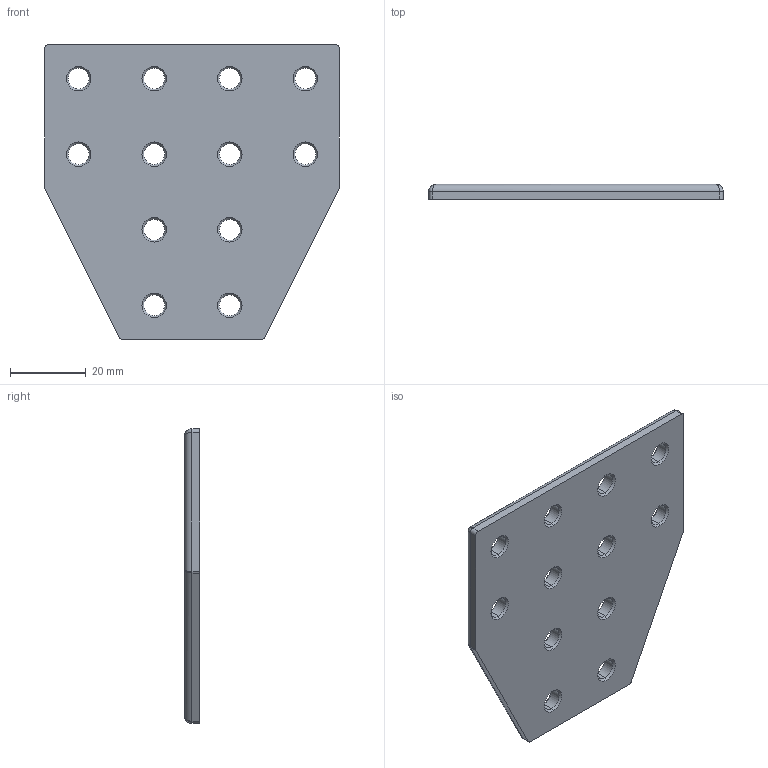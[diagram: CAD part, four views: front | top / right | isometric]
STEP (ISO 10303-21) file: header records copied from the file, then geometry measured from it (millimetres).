
FILE_DESCRIPTION (( 'STEP AP214' ), '1' );
FILE_NAME ('093vt8080d.STEP', '2014-08-28T13:40:37', ( '' ), ( '' ), 'SwSTEP 2.0', 'SolidWorks 2014', '' );
FILE_SCHEMA (( 'AUTOMOTIVE_DESIGN' ));
Length unit declared in the file: millimetre
Products named in the file (1): 093vt8080d
Bounding box: 78 x 4 x 78 mm (x, y, z)
Volume: 19700.4 mm3; surface area: 11591 mm2
Topology: 1 solids, 1 shells, 98 faces, 228 edges, 126 vertices
Faces by surface type: cone 48, cylinder 36, plane 8, bspline 6
Entity records: 4358 total; most frequent: CARTESIAN_POINT 987, DIRECTION 504, ORIENTED_EDGE 444, EDGE_CURVE 222, AXIS2_PLACEMENT_3D 201, VERTEX_POINT 126, EDGE_LOOP 122, CIRCLE 108
